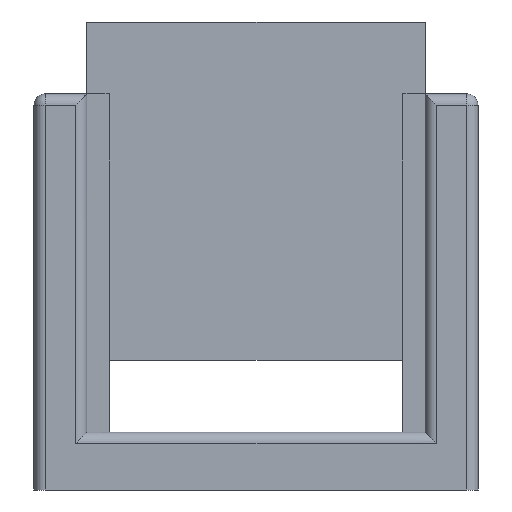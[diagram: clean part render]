
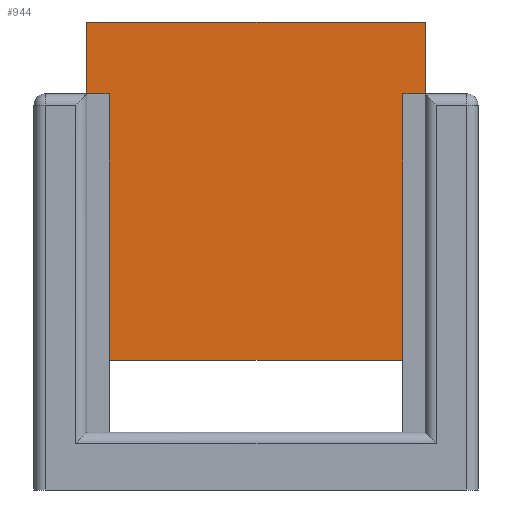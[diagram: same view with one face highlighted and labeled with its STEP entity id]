
A CAD part, front view. The second image highlights one B-rep face of the part: STEP entity #944.
In plain terms, the highlighted planar face has unit normal (0, -1, 0).
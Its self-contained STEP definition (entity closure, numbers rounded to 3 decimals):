
#122=FACE_OUTER_BOUND('',#180,.T.);
#180=EDGE_LOOP('',(#845,#846,#847,#848));
#274=LINE('',#1564,#376);
#282=LINE('',#1579,#384);
#283=LINE('',#1581,#385);
#284=LINE('',#1582,#386);
#376=VECTOR('',#1297,10.);
#384=VECTOR('',#1309,10.);
#385=VECTOR('',#1312,10.);
#386=VECTOR('',#1313,10.);
#459=VERTEX_POINT('',#1560);
#461=VERTEX_POINT('',#1563);
#465=VERTEX_POINT('',#1575);
#466=VERTEX_POINT('',#1577);
#586=EDGE_CURVE('',#459,#461,#274,.T.);
#594=EDGE_CURVE('',#465,#466,#282,.T.);
#595=EDGE_CURVE('',#465,#459,#283,.T.);
#596=EDGE_CURVE('',#461,#466,#284,.T.);
#845=ORIENTED_EDGE('',*,*,#595,.F.);
#846=ORIENTED_EDGE('',*,*,#594,.T.);
#847=ORIENTED_EDGE('',*,*,#596,.F.);
#848=ORIENTED_EDGE('',*,*,#586,.F.);
#888=PLANE('',#1043);
#944=ADVANCED_FACE('',(#122),#888,.T.);
#1043=AXIS2_PLACEMENT_3D('',#1580,#1310,#1311);
#1297=DIRECTION('',(0.,0.,1.));
#1309=DIRECTION('',(0.,0.,1.));
#1310=DIRECTION('center_axis',(0.,-1.,0.));
#1311=DIRECTION('ref_axis',(1.,0.,0.));
#1312=DIRECTION('',(-1.,0.,0.));
#1313=DIRECTION('',(1.,0.,0.));
#1560=CARTESIAN_POINT('',(-38.1,-0.75,39.2));
#1563=CARTESIAN_POINT('',(-38.1,-0.75,115.4));
#1564=CARTESIAN_POINT('',(-38.1,-0.75,39.2));
#1575=CARTESIAN_POINT('',(38.1,-0.75,39.2));
#1577=CARTESIAN_POINT('',(38.1,-0.75,115.4));
#1579=CARTESIAN_POINT('',(38.1,-0.75,39.2));
#1580=CARTESIAN_POINT('Origin',(-38.1,-0.75,39.2));
#1581=CARTESIAN_POINT('',(38.1,-0.75,39.2));
#1582=CARTESIAN_POINT('',(38.1,-0.75,115.4));
